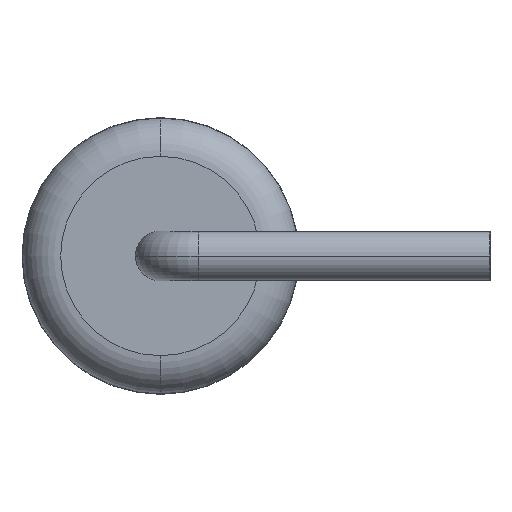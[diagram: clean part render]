
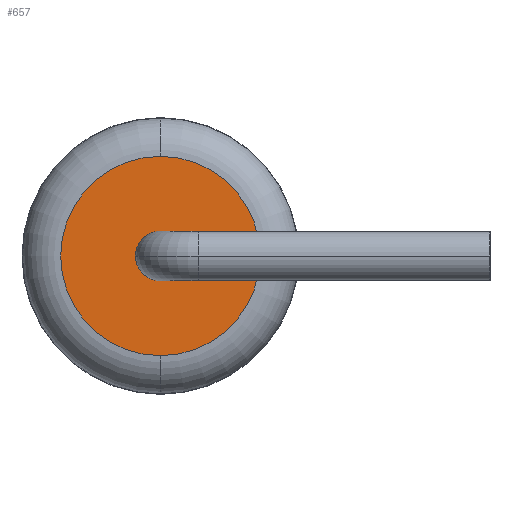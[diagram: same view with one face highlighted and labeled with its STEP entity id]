
A CAD part, left-side view. The second image highlights one B-rep face of the part: STEP entity #657.
In plain terms, the highlighted planar face has unit normal (-1, 0, 0).
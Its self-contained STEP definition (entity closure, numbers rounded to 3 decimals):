
#13 = DIRECTION ( 'NONE',  ( 0., 0., 1. ) ) ;
#14 = AXIS2_PLACEMENT_3D ( 'NONE', #694, #776, #871 ) ;
#47 = CARTESIAN_POINT ( 'NONE',  ( -4.95, 2.3, 0. ) ) ;
#53 = EDGE_CURVE ( 'NONE', #1098, #220, #705, .T. ) ;
#94 = CARTESIAN_POINT ( 'NONE',  ( -4.95, 2.3, 0. ) ) ;
#98 = DIRECTION ( 'NONE',  ( -1., 0., 0. ) ) ;
#106 = CARTESIAN_POINT ( 'NONE',  ( -4.95, 2.3, 0. ) ) ;
#124 = CARTESIAN_POINT ( 'NONE',  ( -4.95, 2.3, -0.325 ) ) ;
#171 = ORIENTED_EDGE ( 'NONE', *, *, #53, .T. ) ;
#202 = EDGE_LOOP ( 'NONE', ( #938, #171 ) ) ;
#220 = VERTEX_POINT ( 'NONE', #1088 ) ;
#297 = DIRECTION ( 'NONE',  ( 0., 0., -1. ) ) ;
#341 = EDGE_LOOP ( 'NONE', ( #1023, #784 ) ) ;
#395 = AXIS2_PLACEMENT_3D ( 'NONE', #47, #439, #787 ) ;
#429 = AXIS2_PLACEMENT_3D ( 'NONE', #94, #732, #13 ) ;
#439 = DIRECTION ( 'NONE',  ( -1., 0., 0. ) ) ;
#467 = EDGE_CURVE ( 'NONE', #842, #634, #917, .T. ) ;
#483 = CARTESIAN_POINT ( 'NONE',  ( -4.95, 2.3, 0. ) ) ;
#501 = CIRCLE ( 'NONE', #762, 0.325 ) ;
#546 = CARTESIAN_POINT ( 'NONE',  ( -4.95, 2.3, 0.325 ) ) ;
#582 = PLANE ( 'NONE',  #818 ) ;
#587 = EDGE_CURVE ( 'NONE', #220, #1098, #1035, .T. ) ;
#634 = VERTEX_POINT ( 'NONE', #546 ) ;
#657 = ADVANCED_FACE ( 'NONE', ( #865, #837 ), #582, .F. ) ;
#694 = CARTESIAN_POINT ( 'NONE',  ( -4.95, 2.3, 0. ) ) ;
#705 = CIRCLE ( 'NONE', #395, 1.3 ) ;
#732 = DIRECTION ( 'NONE',  ( -1., 0., 0. ) ) ;
#749 = DIRECTION ( 'NONE',  ( 1., 0., 0. ) ) ;
#762 = AXIS2_PLACEMENT_3D ( 'NONE', #106, #98, #922 ) ;
#776 = DIRECTION ( 'NONE',  ( -1., 0., 0. ) ) ;
#784 = ORIENTED_EDGE ( 'NONE', *, *, #467, .F. ) ;
#787 = DIRECTION ( 'NONE',  ( 0., 0., 1. ) ) ;
#818 = AXIS2_PLACEMENT_3D ( 'NONE', #483, #749, #297 ) ;
#837 = FACE_OUTER_BOUND ( 'NONE', #202, .T. ) ;
#842 = VERTEX_POINT ( 'NONE', #124 ) ;
#865 = FACE_BOUND ( 'NONE', #341, .T. ) ;
#871 = DIRECTION ( 'NONE',  ( 0., 0., -1. ) ) ;
#906 = CARTESIAN_POINT ( 'NONE',  ( -4.95, 2.3, -1.3 ) ) ;
#917 = CIRCLE ( 'NONE', #14, 0.325 ) ;
#922 = DIRECTION ( 'NONE',  ( 0., 0., -1. ) ) ;
#938 = ORIENTED_EDGE ( 'NONE', *, *, #587, .T. ) ;
#1023 = ORIENTED_EDGE ( 'NONE', *, *, #1099, .F. ) ;
#1035 = CIRCLE ( 'NONE', #429, 1.3 ) ;
#1088 = CARTESIAN_POINT ( 'NONE',  ( -4.95, 2.3, 1.3 ) ) ;
#1098 = VERTEX_POINT ( 'NONE', #906 ) ;
#1099 = EDGE_CURVE ( 'NONE', #634, #842, #501, .T. ) ;
